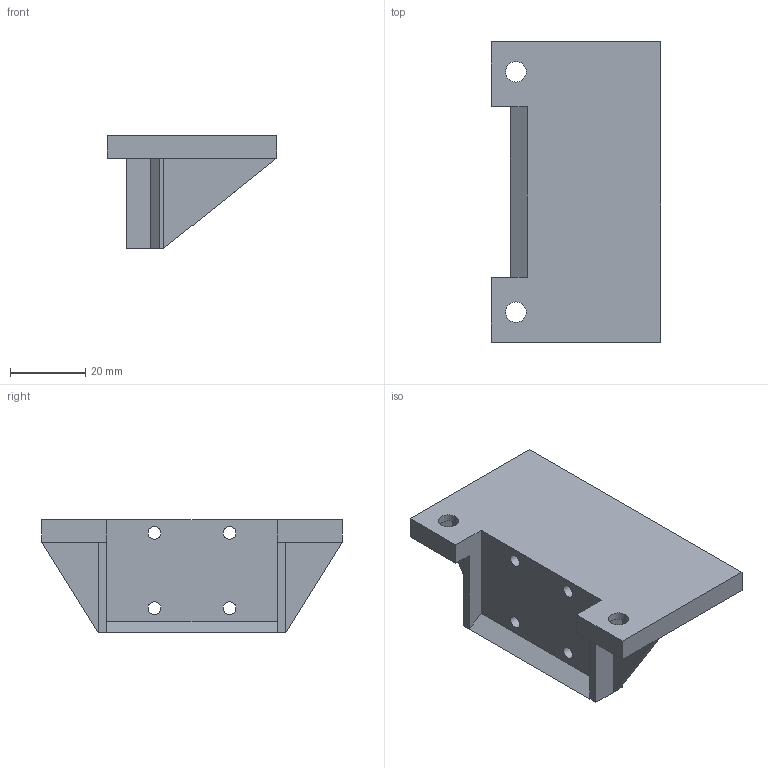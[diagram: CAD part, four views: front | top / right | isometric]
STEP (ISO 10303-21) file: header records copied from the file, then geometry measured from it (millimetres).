
FILE_DESCRIPTION(/* description */ (''),/* implementation_level */ '2;1');
FILE_NAME(/* name */ 'plate_bracket-left.step',/* time_stamp */ '2021-04-13T11:20:24-05:00',/* author */ (''),/* organization */ (''),/* preprocessor_version */ 'ST-DEVELOPER v18.1',/* originating_system */ 'Autodesk Translation Framework v9.10.0.1330',/* authorisation */ '');
FILE_SCHEMA (('AUTOMOTIVE_DESIGN { 1 0 10303 214 3 1 1 }'));
Length unit declared in the file: millimetre
Products named in the file (1): plate_bracket-left
Bounding box: 45 x 80 x 30 mm (x, y, z)
Volume: 30348.9 mm3; surface area: 14997.4 mm2
Topology: 1 solids, 1 shells, 66 faces, 164 edges, 102 vertices
Faces by surface type: plane 58, cylinder 8
Full cylindrical faces by diameter (mm): 3.4 x4, 5.5 x2
Entity records: 1972 total; most frequent: CARTESIAN_POINT 333, ORIENTED_EDGE 328, DIRECTION 314, EDGE_CURVE 164, LINE 148, VECTOR 148, VERTEX_POINT 102, AXIS2_PLACEMENT_3D 83
